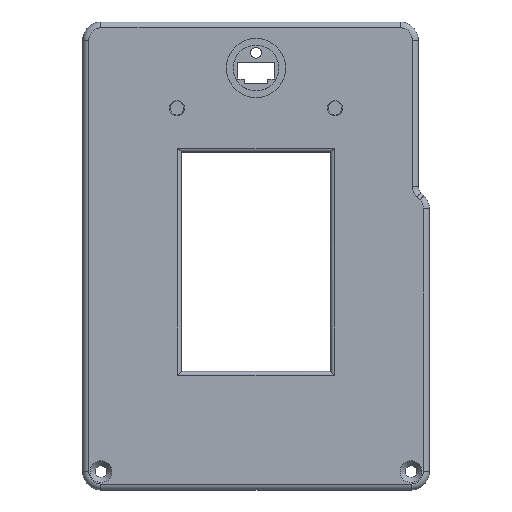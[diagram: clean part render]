
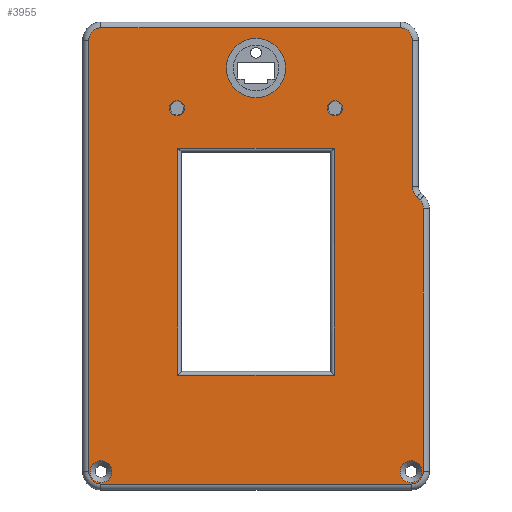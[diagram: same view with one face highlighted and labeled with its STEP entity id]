
A CAD part, top view. The second image highlights one B-rep face of the part: STEP entity #3955.
In plain terms, the highlighted planar face has unit normal (0, 0, 1).
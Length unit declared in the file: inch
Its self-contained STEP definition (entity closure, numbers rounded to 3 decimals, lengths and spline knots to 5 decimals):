
#114=FACE_BOUND('',#569,.T.);
#115=FACE_BOUND('',#570,.T.);
#116=FACE_BOUND('',#571,.T.);
#117=FACE_BOUND('',#572,.T.);
#118=FACE_BOUND('',#573,.T.);
#119=FACE_BOUND('',#574,.T.);
#157=CIRCLE('',#4216,0.17);
#158=CIRCLE('',#4217,0.17);
#159=CIRCLE('',#4218,0.17);
#160=CIRCLE('',#4219,0.17);
#161=CIRCLE('',#4220,0.2);
#162=CIRCLE('',#4221,0.17);
#163=CIRCLE('',#4222,0.103);
#164=CIRCLE('',#4223,0.103);
#165=CIRCLE('',#4224,0.15);
#166=CIRCLE('',#4225,0.15);
#167=CIRCLE('',#4226,0.405);
#336=FACE_OUTER_BOUND('',#568,.T.);
#568=EDGE_LOOP('',(#2771,#2772,#2773,#2774,#2775,#2776,#2777,#2778,#2779,
#2780,#2781,#2782));
#569=EDGE_LOOP('',(#2783));
#570=EDGE_LOOP('',(#2784));
#571=EDGE_LOOP('',(#2785));
#572=EDGE_LOOP('',(#2786));
#573=EDGE_LOOP('',(#2787));
#574=EDGE_LOOP('',(#2788,#2789,#2790,#2791));
#867=LINE('',#5963,#1290);
#870=LINE('',#5974,#1293);
#871=LINE('',#5977,#1294);
#873=LINE('',#5982,#1296);
#880=LINE('',#5997,#1303);
#881=LINE('',#6001,#1304);
#882=LINE('',#6005,#1305);
#883=LINE('',#6009,#1306);
#884=LINE('',#6013,#1307);
#885=LINE('',#6017,#1308);
#1290=VECTOR('',#4723,0.3937);
#1293=VECTOR('',#4734,0.3937);
#1294=VECTOR('',#4737,0.3937);
#1296=VECTOR('',#4743,0.3937);
#1303=VECTOR('',#4756,0.3937);
#1304=VECTOR('',#4759,0.3937);
#1305=VECTOR('',#4762,0.3937);
#1306=VECTOR('',#4765,0.3937);
#1307=VECTOR('',#4768,0.3937);
#1308=VECTOR('',#4771,0.3937);
#1708=VERTEX_POINT('',#5961);
#1709=VERTEX_POINT('',#5962);
#1713=VERTEX_POINT('',#5972);
#1714=VERTEX_POINT('',#5976);
#1719=VERTEX_POINT('',#5995);
#1720=VERTEX_POINT('',#5996);
#1721=VERTEX_POINT('',#5998);
#1722=VERTEX_POINT('',#6000);
#1723=VERTEX_POINT('',#6002);
#1724=VERTEX_POINT('',#6004);
#1725=VERTEX_POINT('',#6006);
#1726=VERTEX_POINT('',#6008);
#1727=VERTEX_POINT('',#6010);
#1728=VERTEX_POINT('',#6012);
#1729=VERTEX_POINT('',#6014);
#1730=VERTEX_POINT('',#6016);
#1731=VERTEX_POINT('',#6019);
#1732=VERTEX_POINT('',#6021);
#1733=VERTEX_POINT('',#6023);
#1734=VERTEX_POINT('',#6025);
#1735=VERTEX_POINT('',#6027);
#2113=EDGE_CURVE('',#1708,#1709,#867,.T.);
#2119=EDGE_CURVE('',#1713,#1708,#870,.T.);
#2120=EDGE_CURVE('',#1714,#1713,#871,.T.);
#2123=EDGE_CURVE('',#1709,#1714,#873,.T.);
#2130=EDGE_CURVE('',#1719,#1720,#880,.T.);
#2131=EDGE_CURVE('',#1721,#1719,#157,.T.);
#2132=EDGE_CURVE('',#1722,#1721,#881,.T.);
#2133=EDGE_CURVE('',#1723,#1722,#158,.T.);
#2134=EDGE_CURVE('',#1724,#1723,#882,.T.);
#2135=EDGE_CURVE('',#1725,#1724,#159,.T.);
#2136=EDGE_CURVE('',#1726,#1725,#883,.T.);
#2137=EDGE_CURVE('',#1727,#1726,#160,.T.);
#2138=EDGE_CURVE('',#1728,#1727,#884,.T.);
#2139=EDGE_CURVE('',#1729,#1728,#161,.T.);
#2140=EDGE_CURVE('',#1730,#1729,#885,.T.);
#2141=EDGE_CURVE('',#1720,#1730,#162,.T.);
#2142=EDGE_CURVE('',#1731,#1731,#163,.T.);
#2143=EDGE_CURVE('',#1732,#1732,#164,.T.);
#2144=EDGE_CURVE('',#1733,#1733,#165,.T.);
#2145=EDGE_CURVE('',#1734,#1734,#166,.T.);
#2146=EDGE_CURVE('',#1735,#1735,#167,.T.);
#2771=ORIENTED_EDGE('',*,*,#2130,.F.);
#2772=ORIENTED_EDGE('',*,*,#2131,.F.);
#2773=ORIENTED_EDGE('',*,*,#2132,.F.);
#2774=ORIENTED_EDGE('',*,*,#2133,.F.);
#2775=ORIENTED_EDGE('',*,*,#2134,.F.);
#2776=ORIENTED_EDGE('',*,*,#2135,.F.);
#2777=ORIENTED_EDGE('',*,*,#2136,.F.);
#2778=ORIENTED_EDGE('',*,*,#2137,.F.);
#2779=ORIENTED_EDGE('',*,*,#2138,.F.);
#2780=ORIENTED_EDGE('',*,*,#2139,.F.);
#2781=ORIENTED_EDGE('',*,*,#2140,.F.);
#2782=ORIENTED_EDGE('',*,*,#2141,.F.);
#2783=ORIENTED_EDGE('',*,*,#2142,.T.);
#2784=ORIENTED_EDGE('',*,*,#2143,.T.);
#2785=ORIENTED_EDGE('',*,*,#2144,.T.);
#2786=ORIENTED_EDGE('',*,*,#2145,.T.);
#2787=ORIENTED_EDGE('',*,*,#2146,.T.);
#2788=ORIENTED_EDGE('',*,*,#2113,.F.);
#2789=ORIENTED_EDGE('',*,*,#2119,.F.);
#2790=ORIENTED_EDGE('',*,*,#2120,.F.);
#2791=ORIENTED_EDGE('',*,*,#2123,.F.);
#3810=PLANE('',#4215);
#3955=ADVANCED_FACE('',(#336,#114,#115,#116,#117,#118,#119),#3810,.T.);
#4215=AXIS2_PLACEMENT_3D('',#5994,#4754,#4755);
#4216=AXIS2_PLACEMENT_3D('',#5999,#4757,#4758);
#4217=AXIS2_PLACEMENT_3D('',#6003,#4760,#4761);
#4218=AXIS2_PLACEMENT_3D('',#6007,#4763,#4764);
#4219=AXIS2_PLACEMENT_3D('',#6011,#4766,#4767);
#4220=AXIS2_PLACEMENT_3D('',#6015,#4769,#4770);
#4221=AXIS2_PLACEMENT_3D('',#6018,#4772,#4773);
#4222=AXIS2_PLACEMENT_3D('',#6020,#4774,#4775);
#4223=AXIS2_PLACEMENT_3D('',#6022,#4776,#4777);
#4224=AXIS2_PLACEMENT_3D('',#6024,#4778,#4779);
#4225=AXIS2_PLACEMENT_3D('',#6026,#4780,#4781);
#4226=AXIS2_PLACEMENT_3D('',#6028,#4782,#4783);
#4723=DIRECTION('',(1.,0.,0.));
#4734=DIRECTION('',(0.,-1.,0.));
#4737=DIRECTION('',(-1.,0.,0.));
#4743=DIRECTION('',(0.,1.,0.));
#4754=DIRECTION('center_axis',(0.,0.,1.));
#4755=DIRECTION('ref_axis',(1.,0.,0.));
#4756=DIRECTION('',(1.,0.,0.));
#4757=DIRECTION('center_axis',(0.,0.,-1.));
#4758=DIRECTION('ref_axis',(-0.707,0.707,0.));
#4759=DIRECTION('',(0.,1.,0.));
#4760=DIRECTION('center_axis',(0.,0.,-1.));
#4761=DIRECTION('ref_axis',(-0.707,-0.707,0.));
#4762=DIRECTION('',(-1.,0.,0.));
#4763=DIRECTION('center_axis',(0.,0.,-1.));
#4764=DIRECTION('ref_axis',(0.707,-0.707,0.));
#4765=DIRECTION('',(0.,-1.,0.));
#4766=DIRECTION('center_axis',(0.,0.,-1.));
#4767=DIRECTION('ref_axis',(0.924,0.383,0.));
#4768=DIRECTION('',(0.707,-0.707,0.));
#4769=DIRECTION('center_axis',(0.,0.,1.));
#4770=DIRECTION('ref_axis',(-0.924,-0.383,0.));
#4771=DIRECTION('',(0.,-1.,0.));
#4772=DIRECTION('center_axis',(0.,0.,-1.));
#4773=DIRECTION('ref_axis',(0.707,0.707,0.));
#4774=DIRECTION('center_axis',(0.,0.,-1.));
#4775=DIRECTION('ref_axis',(1.,0.,0.));
#4776=DIRECTION('center_axis',(0.,0.,-1.));
#4777=DIRECTION('ref_axis',(1.,0.,0.));
#4778=DIRECTION('center_axis',(0.,0.,-1.));
#4779=DIRECTION('ref_axis',(1.,0.,0.));
#4780=DIRECTION('center_axis',(0.,0.,-1.));
#4781=DIRECTION('ref_axis',(1.,0.,0.));
#4782=DIRECTION('center_axis',(0.,0.,-1.));
#4783=DIRECTION('ref_axis',(1.,0.,0.));
#5961=CARTESIAN_POINT('',(1.3,1.57,0.));
#5962=CARTESIAN_POINT('',(3.44,1.57,0.));
#5963=CARTESIAN_POINT('',(1.86,1.57,0.));
#5972=CARTESIAN_POINT('',(1.3,4.67,0.));
#5974=CARTESIAN_POINT('',(1.3,3.91,0.));
#5976=CARTESIAN_POINT('',(3.44,4.67,0.));
#5977=CARTESIAN_POINT('',(2.88,4.67,0.));
#5982=CARTESIAN_POINT('',(3.44,2.41,0.));
#5994=CARTESIAN_POINT('Origin',(2.37,3.2,0.));
#5995=CARTESIAN_POINT('',(0.25,6.32,0.));
#5996=CARTESIAN_POINT('',(4.34,6.32,0.));
#5997=CARTESIAN_POINT('',(1.31,6.32,0.));
#5998=CARTESIAN_POINT('',(0.08,6.15,0.));
#5999=CARTESIAN_POINT('Origin',(0.25,6.15,0.));
#6000=CARTESIAN_POINT('',(0.08,0.25,0.));
#6001=CARTESIAN_POINT('',(0.08,1.725,0.));
#6002=CARTESIAN_POINT('',(0.25,0.08,0.));
#6003=CARTESIAN_POINT('Origin',(0.25,0.25,0.));
#6004=CARTESIAN_POINT('',(4.49,0.08,0.));
#6005=CARTESIAN_POINT('',(3.43,0.08,0.));
#6006=CARTESIAN_POINT('',(4.66,0.25,0.));
#6007=CARTESIAN_POINT('Origin',(4.49,0.25,0.));
#6008=CARTESIAN_POINT('',(4.66,3.84645,0.));
#6009=CARTESIAN_POINT('',(4.66,3.52322,0.));
#6010=CARTESIAN_POINT('',(4.61021,3.96665,0.));
#6011=CARTESIAN_POINT('Origin',(4.49,3.84645,0.));
#6012=CARTESIAN_POINT('',(4.56858,4.00828,0.));
#6013=CARTESIAN_POINT('',(4.22101,4.35586,0.));
#6014=CARTESIAN_POINT('',(4.51,4.14971,0.));
#6015=CARTESIAN_POINT('Origin',(4.71,4.14971,0.));
#6016=CARTESIAN_POINT('',(4.51,6.15,0.));
#6017=CARTESIAN_POINT('',(4.51,4.675,0.));
#6018=CARTESIAN_POINT('Origin',(4.34,6.15,0.));
#6019=CARTESIAN_POINT('',(3.347,5.22,0.));
#6020=CARTESIAN_POINT('Origin',(3.45,5.22,0.));
#6021=CARTESIAN_POINT('',(1.187,5.22,0.));
#6022=CARTESIAN_POINT('Origin',(1.29,5.22,0.));
#6023=CARTESIAN_POINT('',(4.34,0.25,0.));
#6024=CARTESIAN_POINT('Origin',(4.49,0.25,0.));
#6025=CARTESIAN_POINT('',(0.1,0.25,0.));
#6026=CARTESIAN_POINT('Origin',(0.25,0.25,0.));
#6027=CARTESIAN_POINT('',(1.965,5.77,0.));
#6028=CARTESIAN_POINT('Origin',(2.37,5.77,0.));
